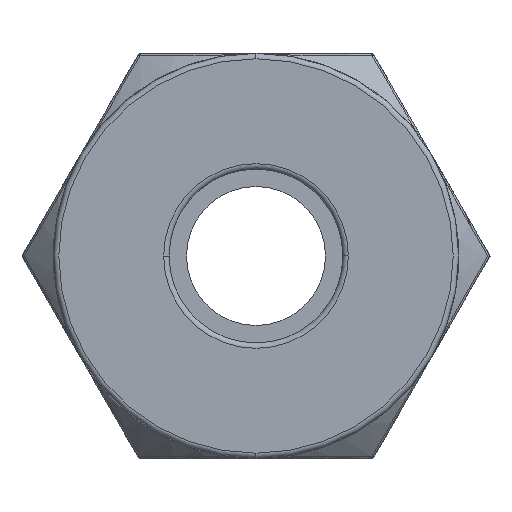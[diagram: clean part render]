
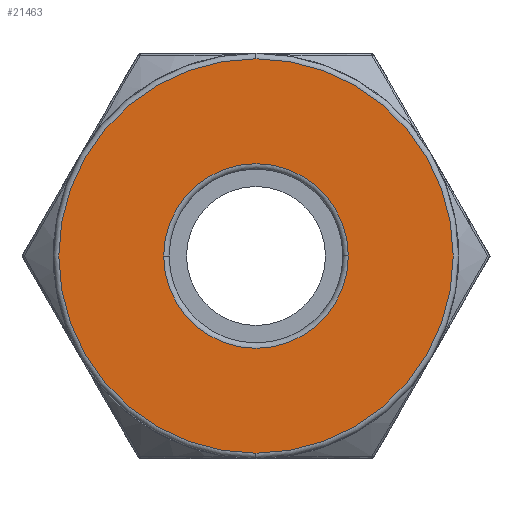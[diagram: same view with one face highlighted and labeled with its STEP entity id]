
A CAD part, left-side view. The second image highlights one B-rep face of the part: STEP entity #21463.
In plain terms, the highlighted face is planar.
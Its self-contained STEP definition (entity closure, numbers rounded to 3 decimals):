
#18769=CARTESIAN_POINT('',(0.,0.,0.));
#18770=DIRECTION('',(-1.,0.,0.));
#18771=DIRECTION('',(0.,1.,0.));
#18772=AXIS2_PLACEMENT_3D('',#18769,#18770,#18771);
#18774=CARTESIAN_POINT('',(0.,0.,0.));
#18775=DIRECTION('',(-1.,0.,0.));
#18776=DIRECTION('',(0.,-1.,0.));
#18777=AXIS2_PLACEMENT_3D('',#18774,#18775,#18776);
#18779=CARTESIAN_POINT('',(0.,0.,0.));
#18780=DIRECTION('',(1.,0.,0.));
#18781=DIRECTION('',(0.,0.,-1.));
#18782=AXIS2_PLACEMENT_3D('',#18779,#18780,#18781);
#18784=CARTESIAN_POINT('',(0.,0.,0.));
#18785=DIRECTION('',(1.,0.,0.));
#18786=DIRECTION('',(0.,0.,1.));
#18787=AXIS2_PLACEMENT_3D('',#18784,#18785,#18786);
#21273=CARTESIAN_POINT('',(0.,3.188,0.));
#21274=CARTESIAN_POINT('',(0.,-3.188,0.));
#21275=VERTEX_POINT('',#21273);
#21276=VERTEX_POINT('',#21274);
#21432=CARTESIAN_POINT('',(0.,0.,-6.813));
#21433=CARTESIAN_POINT('',(0.,0.,6.813));
#21434=VERTEX_POINT('',#21432);
#21435=VERTEX_POINT('',#21433);
#21446=CARTESIAN_POINT('',(0.,0.,0.));
#21447=DIRECTION('',(1.,0.,0.));
#21448=DIRECTION('',(0.,-1.,0.));
#21449=AXIS2_PLACEMENT_3D('',#21446,#21447,#21448);
#21450=PLANE('',#21449);
#21452=ORIENTED_EDGE('',*,*,#21451,.F.);
#21454=ORIENTED_EDGE('',*,*,#21453,.F.);
#21455=EDGE_LOOP('',(#21452,#21454));
#21456=FACE_OUTER_BOUND('',#21455,.F.);
#21458=ORIENTED_EDGE('',*,*,#21457,.F.);
#21460=ORIENTED_EDGE('',*,*,#21459,.F.);
#21461=EDGE_LOOP('',(#21458,#21460));
#21462=FACE_BOUND('',#21461,.F.);
#18773=CIRCLE('',#18772,3.188);
#18778=CIRCLE('',#18777,3.188);
#18783=CIRCLE('',#18782,6.813);
#18788=CIRCLE('',#18787,6.813);
#21451=EDGE_CURVE('',#21434,#21435,#18783,.T.);
#21453=EDGE_CURVE('',#21435,#21434,#18788,.T.);
#21457=EDGE_CURVE('',#21275,#21276,#18773,.T.);
#21459=EDGE_CURVE('',#21276,#21275,#18778,.T.);
#21463=ADVANCED_FACE('',(#21456,#21462),#21450,.T.);
